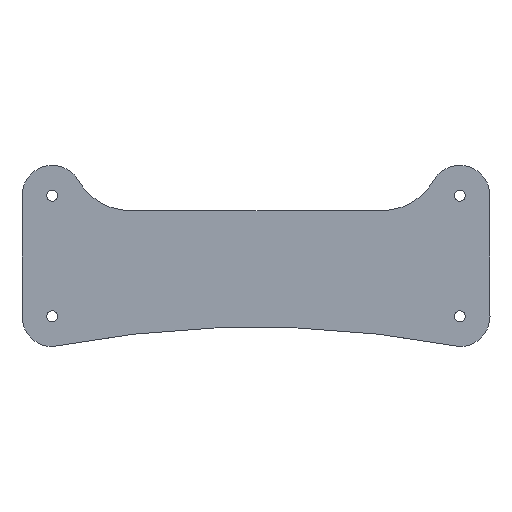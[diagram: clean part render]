
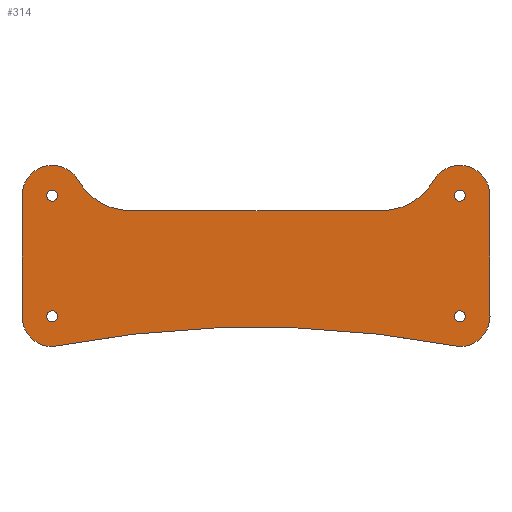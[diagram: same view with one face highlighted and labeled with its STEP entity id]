
A CAD part, top view. The second image highlights one B-rep face of the part: STEP entity #314.
In plain terms, the highlighted planar face has unit normal (0, 0, 1).
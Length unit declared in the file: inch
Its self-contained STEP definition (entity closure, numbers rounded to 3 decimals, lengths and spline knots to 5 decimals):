
#23=FACE_BOUND('',#68,.T.);
#24=FACE_BOUND('',#69,.T.);
#25=FACE_BOUND('',#70,.T.);
#26=FACE_BOUND('',#71,.T.);
#31=PLANE('',#367);
#47=FACE_OUTER_BOUND('',#67,.T.);
#67=EDGE_LOOP('',(#274,#275,#276,#277,#278,#279,#280,#281,#282,#283));
#68=EDGE_LOOP('',(#284));
#69=EDGE_LOOP('',(#285));
#70=EDGE_LOOP('',(#286));
#71=EDGE_LOOP('',(#287));
#76=LINE('',#487,#96);
#85=LINE('',#534,#105);
#91=LINE('',#556,#111);
#96=VECTOR('',#385,0.3937);
#105=VECTOR('',#438,0.3937);
#111=VECTOR('',#464,0.3937);
#113=CIRCLE('',#332,1.);
#115=CIRCLE('',#336,1.);
#117=CIRCLE('',#339,0.5);
#118=CIRCLE('',#341,0.5);
#120=CIRCLE('',#344,0.0915);
#122=CIRCLE('',#347,0.0915);
#124=CIRCLE('',#350,0.0915);
#126=CIRCLE('',#353,0.0915);
#129=CIRCLE('',#358,0.5);
#131=CIRCLE('',#361,17.87289);
#133=CIRCLE('',#364,0.5);
#136=VERTEX_POINT('',#477);
#137=VERTEX_POINT('',#479);
#139=VERTEX_POINT('',#485);
#141=VERTEX_POINT('',#491);
#143=VERTEX_POINT('',#497);
#144=VERTEX_POINT('',#501);
#146=VERTEX_POINT('',#507);
#148=VERTEX_POINT('',#513);
#150=VERTEX_POINT('',#519);
#152=VERTEX_POINT('',#525);
#155=VERTEX_POINT('',#533);
#157=VERTEX_POINT('',#539);
#159=VERTEX_POINT('',#545);
#161=VERTEX_POINT('',#551);
#164=EDGE_CURVE('',#136,#137,#113,.T.);
#168=EDGE_CURVE('',#136,#139,#76,.T.);
#171=EDGE_CURVE('',#141,#139,#115,.T.);
#174=EDGE_CURVE('',#141,#143,#117,.T.);
#175=EDGE_CURVE('',#144,#137,#118,.T.);
#178=EDGE_CURVE('',#146,#146,#120,.T.);
#181=EDGE_CURVE('',#148,#148,#122,.T.);
#184=EDGE_CURVE('',#150,#150,#124,.T.);
#187=EDGE_CURVE('',#152,#152,#126,.T.);
#191=EDGE_CURVE('',#155,#144,#85,.T.);
#194=EDGE_CURVE('',#157,#155,#129,.T.);
#197=EDGE_CURVE('',#159,#157,#131,.T.);
#200=EDGE_CURVE('',#161,#159,#133,.T.);
#203=EDGE_CURVE('',#143,#161,#91,.T.);
#274=ORIENTED_EDGE('',*,*,#175,.T.);
#275=ORIENTED_EDGE('',*,*,#164,.F.);
#276=ORIENTED_EDGE('',*,*,#168,.T.);
#277=ORIENTED_EDGE('',*,*,#171,.F.);
#278=ORIENTED_EDGE('',*,*,#174,.T.);
#279=ORIENTED_EDGE('',*,*,#203,.T.);
#280=ORIENTED_EDGE('',*,*,#200,.T.);
#281=ORIENTED_EDGE('',*,*,#197,.T.);
#282=ORIENTED_EDGE('',*,*,#194,.T.);
#283=ORIENTED_EDGE('',*,*,#191,.T.);
#284=ORIENTED_EDGE('',*,*,#187,.T.);
#285=ORIENTED_EDGE('',*,*,#184,.T.);
#286=ORIENTED_EDGE('',*,*,#181,.T.);
#287=ORIENTED_EDGE('',*,*,#178,.T.);
#314=ADVANCED_FACE('',(#47,#23,#24,#25,#26),#31,.F.);
#332=AXIS2_PLACEMENT_3D('',#480,#378,#379);
#336=AXIS2_PLACEMENT_3D('',#493,#391,#392);
#339=AXIS2_PLACEMENT_3D('',#499,#398,#399);
#341=AXIS2_PLACEMENT_3D('',#502,#402,#403);
#344=AXIS2_PLACEMENT_3D('',#508,#409,#410);
#347=AXIS2_PLACEMENT_3D('',#514,#416,#417);
#350=AXIS2_PLACEMENT_3D('',#520,#423,#424);
#353=AXIS2_PLACEMENT_3D('',#526,#430,#431);
#358=AXIS2_PLACEMENT_3D('',#540,#444,#445);
#361=AXIS2_PLACEMENT_3D('',#546,#451,#452);
#364=AXIS2_PLACEMENT_3D('',#552,#458,#459);
#367=AXIS2_PLACEMENT_3D('',#558,#467,#468);
#378=DIRECTION('center_axis',(0.,0.,1.));
#379=DIRECTION('ref_axis',(0.5,-0.866,0.));
#385=DIRECTION('',(-1.,0.,0.));
#391=DIRECTION('center_axis',(0.,0.,1.));
#392=DIRECTION('ref_axis',(-0.5,-0.866,0.));
#398=DIRECTION('center_axis',(0.,0.,1.));
#399=DIRECTION('ref_axis',(-1.,0.,0.));
#402=DIRECTION('center_axis',(0.,0.,1.));
#403=DIRECTION('ref_axis',(-1.,0.,0.));
#409=DIRECTION('center_axis',(0.,0.,-1.));
#410=DIRECTION('ref_axis',(1.,0.,0.));
#416=DIRECTION('center_axis',(0.,0.,-1.));
#417=DIRECTION('ref_axis',(1.,0.,0.));
#423=DIRECTION('center_axis',(0.,0.,-1.));
#424=DIRECTION('ref_axis',(1.,0.,0.));
#430=DIRECTION('center_axis',(0.,0.,-1.));
#431=DIRECTION('ref_axis',(1.,0.,0.));
#438=DIRECTION('',(0.,1.,0.));
#444=DIRECTION('center_axis',(0.,0.,1.));
#445=DIRECTION('ref_axis',(1.,0.,0.));
#451=DIRECTION('center_axis',(0.,0.,-1.));
#452=DIRECTION('ref_axis',(-0.189,0.982,0.));
#458=DIRECTION('center_axis',(0.,0.,1.));
#459=DIRECTION('ref_axis',(0.,-1.,0.));
#464=DIRECTION('',(0.,-1.,0.));
#467=DIRECTION('center_axis',(0.,0.,-1.));
#468=DIRECTION('ref_axis',(1.,0.,0.));
#477=CARTESIAN_POINT('',(5.51027,-2.02119,0.0005));
#479=CARTESIAN_POINT('',(6.37629,-1.52119,0.0005));
#480=CARTESIAN_POINT('Origin',(5.51027,-1.02119,0.0005));
#485=CARTESIAN_POINT('',(1.35856,-2.02119,0.0005));
#487=CARTESIAN_POINT('',(3.43441,-2.02119,0.0005));
#491=CARTESIAN_POINT('',(0.49253,-1.52119,0.0005));
#493=CARTESIAN_POINT('Origin',(1.35856,-1.02119,0.0005));
#497=CARTESIAN_POINT('',(-0.44048,-1.77119,0.0005));
#499=CARTESIAN_POINT('Origin',(0.05952,-1.77119,0.0005));
#501=CARTESIAN_POINT('',(7.3093,-1.77119,0.0005));
#502=CARTESIAN_POINT('Origin',(6.8093,-1.77119,0.0005));
#507=CARTESIAN_POINT('',(-0.03198,-3.77119,0.0005));
#508=CARTESIAN_POINT('Origin',(0.05952,-3.77119,0.0005));
#513=CARTESIAN_POINT('',(6.7178,-3.77119,0.0005));
#514=CARTESIAN_POINT('Origin',(6.8093,-3.77119,0.0005));
#519=CARTESIAN_POINT('',(-0.03198,-1.77119,0.0005));
#520=CARTESIAN_POINT('Origin',(0.05952,-1.77119,0.0005));
#525=CARTESIAN_POINT('',(6.7178,-1.77119,0.0005));
#526=CARTESIAN_POINT('Origin',(6.8093,-1.77119,0.0005));
#533=CARTESIAN_POINT('',(7.3093,-3.77119,0.0005));
#534=CARTESIAN_POINT('',(7.3093,-1.77119,0.0005));
#539=CARTESIAN_POINT('',(6.8093,-4.27119,0.0005));
#540=CARTESIAN_POINT('Origin',(6.8093,-3.77119,0.0005));
#545=CARTESIAN_POINT('',(0.05952,-4.27119,0.0005));
#546=CARTESIAN_POINT('Origin',(3.43441,-21.82255,0.0005));
#551=CARTESIAN_POINT('',(-0.44048,-3.77119,0.0005));
#552=CARTESIAN_POINT('Origin',(0.05952,-3.77119,0.0005));
#556=CARTESIAN_POINT('',(-0.44048,-3.77119,0.0005));
#558=CARTESIAN_POINT('Origin',(3.43441,-2.77119,0.0005));
